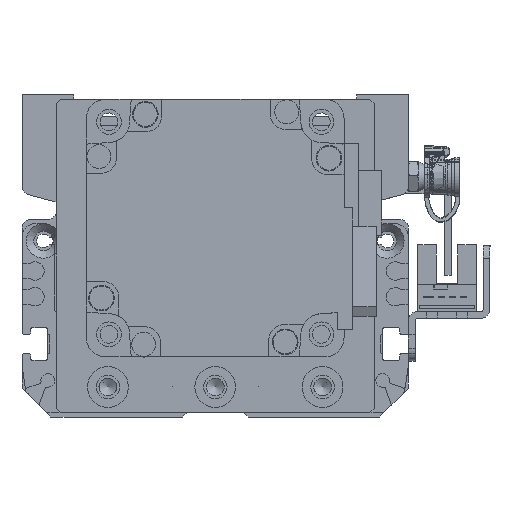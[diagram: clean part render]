
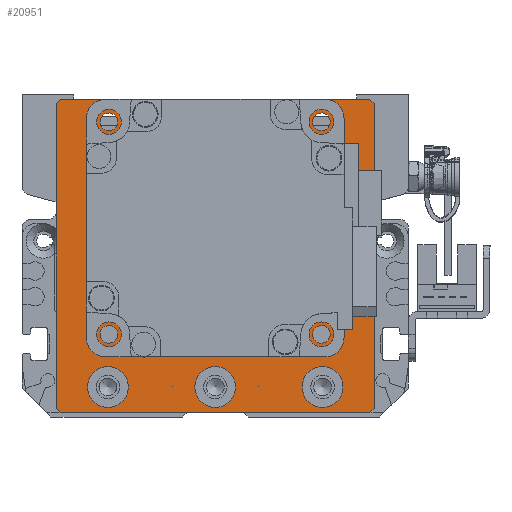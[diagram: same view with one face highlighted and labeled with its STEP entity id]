
A CAD part, left-side view. The second image highlights one B-rep face of the part: STEP entity #20951.
In plain terms, the highlighted face is planar.
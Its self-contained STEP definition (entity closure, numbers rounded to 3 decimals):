
#716=FACE_BOUND('',#3886,.T.);
#717=FACE_BOUND('',#3887,.T.);
#718=FACE_BOUND('',#3888,.T.);
#719=FACE_BOUND('',#3889,.T.);
#720=FACE_BOUND('',#3890,.T.);
#721=FACE_BOUND('',#3891,.T.);
#722=FACE_BOUND('',#3892,.T.);
#723=FACE_BOUND('',#3893,.T.);
#1129=PLANE('',#23183);
#2516=FACE_OUTER_BOUND('',#3885,.T.);
#3885=EDGE_LOOP('',(#17554,#17555,#17556,#17557,#17558,#17559,#17560,#17561));
#3886=EDGE_LOOP('',(#17562));
#3887=EDGE_LOOP('',(#17563));
#3888=EDGE_LOOP('',(#17564));
#3889=EDGE_LOOP('',(#17565));
#3890=EDGE_LOOP('',(#17566));
#3891=EDGE_LOOP('',(#17567));
#3892=EDGE_LOOP('',(#17568));
#3893=EDGE_LOOP('',(#17569));
#5513=LINE('',#34442,#7270);
#5519=LINE('',#34453,#7276);
#5526=LINE('',#34488,#7283);
#5529=LINE('',#34493,#7286);
#5535=LINE('',#34514,#7292);
#5538=LINE('',#34519,#7295);
#5539=LINE('',#34522,#7296);
#5547=LINE('',#34561,#7304);
#7270=VECTOR('',#27595,10.);
#7276=VECTOR('',#27603,10.);
#7283=VECTOR('',#27634,10.);
#7286=VECTOR('',#27639,10.);
#7292=VECTOR('',#27663,10.);
#7295=VECTOR('',#27668,10.);
#7296=VECTOR('',#27671,10.);
#7304=VECTOR('',#27721,10.);
#8681=CIRCLE('',#23152,4.75);
#8684=CIRCLE('',#23158,4.75);
#8687=CIRCLE('',#23164,4.75);
#8689=CIRCLE('',#23170,2.067);
#8690=CIRCLE('',#23172,2.067);
#8691=CIRCLE('',#23174,2.067);
#8692=CIRCLE('',#23176,2.067);
#8695=CIRCLE('',#23181,25.);
#10252=VERTEX_POINT('',#34440);
#10253=VERTEX_POINT('',#34441);
#10257=VERTEX_POINT('',#34451);
#10273=VERTEX_POINT('',#34487);
#10274=VERTEX_POINT('',#34491);
#10280=VERTEX_POINT('',#34513);
#10281=VERTEX_POINT('',#34517);
#10282=VERTEX_POINT('',#34521);
#10285=VERTEX_POINT('',#34530);
#10288=VERTEX_POINT('',#34541);
#10291=VERTEX_POINT('',#34552);
#10293=VERTEX_POINT('',#34563);
#10294=VERTEX_POINT('',#34567);
#10295=VERTEX_POINT('',#34571);
#10296=VERTEX_POINT('',#34575);
#10299=VERTEX_POINT('',#34584);
#12795=EDGE_CURVE('',#10252,#10253,#5513,.T.);
#12801=EDGE_CURVE('',#10252,#10257,#5519,.T.);
#12818=EDGE_CURVE('',#10273,#10257,#5526,.T.);
#12821=EDGE_CURVE('',#10273,#10274,#5529,.T.);
#12830=EDGE_CURVE('',#10280,#10274,#5535,.T.);
#12833=EDGE_CURVE('',#10280,#10281,#5538,.T.);
#12834=EDGE_CURVE('',#10282,#10281,#5539,.T.);
#12838=EDGE_CURVE('',#10285,#10285,#8681,.T.);
#12843=EDGE_CURVE('',#10288,#10288,#8684,.T.);
#12848=EDGE_CURVE('',#10291,#10291,#8687,.T.);
#12852=EDGE_CURVE('',#10282,#10253,#5547,.T.);
#12853=EDGE_CURVE('',#10293,#10293,#8689,.T.);
#12855=EDGE_CURVE('',#10294,#10294,#8690,.T.);
#12857=EDGE_CURVE('',#10295,#10295,#8691,.T.);
#12859=EDGE_CURVE('',#10296,#10296,#8692,.T.);
#12863=EDGE_CURVE('',#10299,#10299,#8695,.T.);
#17554=ORIENTED_EDGE('',*,*,#12795,.F.);
#17555=ORIENTED_EDGE('',*,*,#12801,.T.);
#17556=ORIENTED_EDGE('',*,*,#12818,.F.);
#17557=ORIENTED_EDGE('',*,*,#12821,.T.);
#17558=ORIENTED_EDGE('',*,*,#12830,.F.);
#17559=ORIENTED_EDGE('',*,*,#12833,.T.);
#17560=ORIENTED_EDGE('',*,*,#12834,.F.);
#17561=ORIENTED_EDGE('',*,*,#12852,.T.);
#17562=ORIENTED_EDGE('',*,*,#12838,.T.);
#17563=ORIENTED_EDGE('',*,*,#12843,.T.);
#17564=ORIENTED_EDGE('',*,*,#12848,.T.);
#17565=ORIENTED_EDGE('',*,*,#12853,.T.);
#17566=ORIENTED_EDGE('',*,*,#12855,.T.);
#17567=ORIENTED_EDGE('',*,*,#12857,.T.);
#17568=ORIENTED_EDGE('',*,*,#12859,.T.);
#17569=ORIENTED_EDGE('',*,*,#12863,.T.);
#20951=ADVANCED_FACE('',(#2516,#716,#717,#718,#719,#720,#721,#722,#723),
#1129,.T.);
#23152=AXIS2_PLACEMENT_3D('',#34531,#27681,#27682);
#23158=AXIS2_PLACEMENT_3D('',#34542,#27695,#27696);
#23164=AXIS2_PLACEMENT_3D('',#34553,#27709,#27710);
#23170=AXIS2_PLACEMENT_3D('',#34564,#27724,#27725);
#23172=AXIS2_PLACEMENT_3D('',#34568,#27729,#27730);
#23174=AXIS2_PLACEMENT_3D('',#34572,#27734,#27735);
#23176=AXIS2_PLACEMENT_3D('',#34576,#27739,#27740);
#23181=AXIS2_PLACEMENT_3D('',#34585,#27750,#27751);
#23183=AXIS2_PLACEMENT_3D('',#34589,#27756,#27757);
#27595=DIRECTION('',(0.707,-0.707,0.));
#27603=DIRECTION('',(-1.,0.,0.));
#27634=DIRECTION('',(0.707,0.707,0.));
#27639=DIRECTION('',(0.,-1.,0.));
#27663=DIRECTION('',(-0.707,0.707,0.));
#27668=DIRECTION('',(1.,0.,0.));
#27671=DIRECTION('',(-0.707,-0.707,0.));
#27681=DIRECTION('center_axis',(0.,0.,-1.));
#27682=DIRECTION('ref_axis',(1.,0.,0.));
#27695=DIRECTION('center_axis',(0.,0.,-1.));
#27696=DIRECTION('ref_axis',(1.,0.,0.));
#27709=DIRECTION('center_axis',(0.,0.,-1.));
#27710=DIRECTION('ref_axis',(1.,0.,0.));
#27721=DIRECTION('',(0.,1.,0.));
#27724=DIRECTION('center_axis',(0.,0.,-1.));
#27725=DIRECTION('ref_axis',(1.,0.,0.));
#27729=DIRECTION('center_axis',(0.,0.,-1.));
#27730=DIRECTION('ref_axis',(1.,0.,0.));
#27734=DIRECTION('center_axis',(0.,0.,-1.));
#27735=DIRECTION('ref_axis',(1.,0.,0.));
#27739=DIRECTION('center_axis',(0.,0.,-1.));
#27740=DIRECTION('ref_axis',(1.,0.,0.));
#27750=DIRECTION('center_axis',(0.,0.,-1.));
#27751=DIRECTION('ref_axis',(1.,0.,0.));
#27756=DIRECTION('center_axis',(0.,0.,1.));
#27757=DIRECTION('ref_axis',(1.,0.,0.));
#34440=CARTESIAN_POINT('',(36.,37.5,59.));
#34441=CARTESIAN_POINT('',(37.,36.5,59.));
#34442=CARTESIAN_POINT('',(36.625,36.875,59.));
#34451=CARTESIAN_POINT('',(-36.,37.5,59.));
#34453=CARTESIAN_POINT('',(37.,37.5,59.));
#34487=CARTESIAN_POINT('',(-37.,36.5,59.));
#34488=CARTESIAN_POINT('',(-36.625,36.875,59.));
#34491=CARTESIAN_POINT('',(-37.,-34.5,59.));
#34493=CARTESIAN_POINT('',(-37.,35.5,59.));
#34513=CARTESIAN_POINT('',(-36.,-35.5,59.));
#34514=CARTESIAN_POINT('',(-36.125,-35.375,59.));
#34517=CARTESIAN_POINT('',(36.,-35.5,59.));
#34519=CARTESIAN_POINT('',(-37.,-35.5,59.));
#34521=CARTESIAN_POINT('',(37.,-34.5,59.));
#34522=CARTESIAN_POINT('',(36.125,-35.375,59.));
#34530=CARTESIAN_POINT('',(-29.75,-29.5,59.));
#34531=CARTESIAN_POINT('Origin',(-25.,-29.5,59.));
#34541=CARTESIAN_POINT('',(-4.75,-29.5,59.));
#34542=CARTESIAN_POINT('Origin',(0.,-29.5,59.));
#34552=CARTESIAN_POINT('',(20.25,-29.5,59.));
#34553=CARTESIAN_POINT('Origin',(25.,-29.5,59.));
#34561=CARTESIAN_POINT('',(37.,-35.5,59.));
#34563=CARTESIAN_POINT('',(-26.816,-17.249,59.));
#34564=CARTESIAN_POINT('Origin',(-24.749,-17.249,59.));
#34567=CARTESIAN_POINT('',(-26.816,32.249,59.));
#34568=CARTESIAN_POINT('Origin',(-24.749,32.249,59.));
#34571=CARTESIAN_POINT('',(22.682,32.249,59.));
#34572=CARTESIAN_POINT('Origin',(24.749,32.249,59.));
#34575=CARTESIAN_POINT('',(22.682,-17.249,59.));
#34576=CARTESIAN_POINT('Origin',(24.749,-17.249,59.));
#34584=CARTESIAN_POINT('',(-25.,7.5,59.));
#34585=CARTESIAN_POINT('Origin',(0.,7.5,59.));
#34589=CARTESIAN_POINT('Origin',(0.,0.,
59.));
